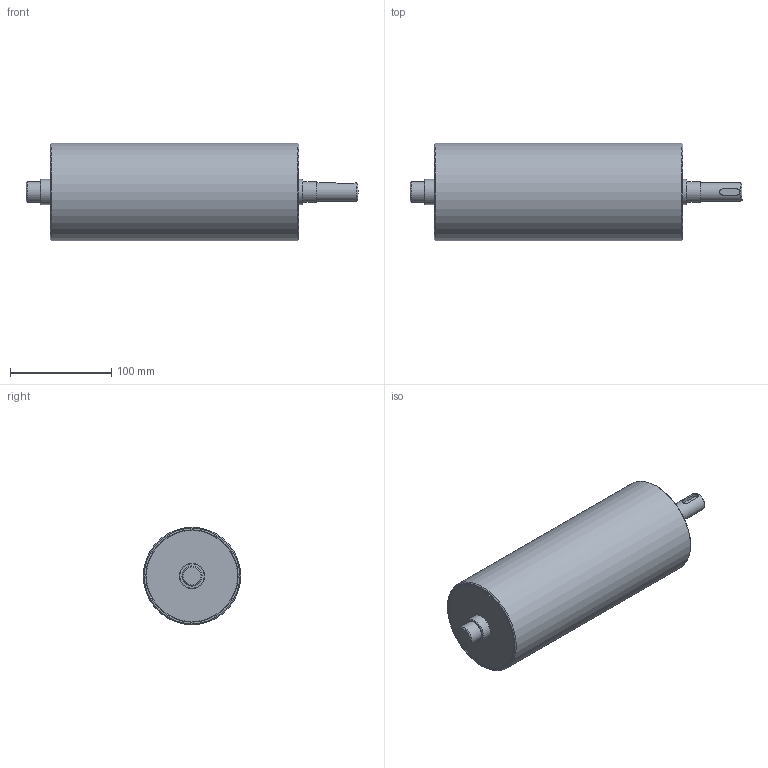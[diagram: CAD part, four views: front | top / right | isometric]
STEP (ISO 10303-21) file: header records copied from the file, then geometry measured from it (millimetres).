
FILE_DESCRIPTION(/* description */ (''),/* implementation_level */ '2;1');
FILE_NAME(/* name */ '909097.stp',/* time_stamp */ '2013-12-13T15:31:06+01:00',/* author */ ('AlutecKK'),/* organization */ (''),/* preprocessor_version */ 'ST-DEVELOPER v15.2',/* originating_system */ 'Autodesk Inventor 2014',/* authorisation */ '');
FILE_SCHEMA (('AUTOMOTIVE_DESIGN { 1 0 10303 214 3 1 1 }'));
Length unit declared in the file: millimetre
Products named in the file (4): Trubka_d96_001; 96-čep reduktoru; 96-čep I; 909097
Bounding box: 327.5 x 96 x 96 mm (x, y, z)
Volume: 460058.7 mm3; surface area: 183585.2 mm2
Topology: 3 solids, 3 shells, 39 faces, 68 edges, 43 vertices
Faces by surface type: plane 16, cylinder 14, cone 9
Full cylindrical faces by diameter (mm): 7.5 x1, 18 x1, 20 x2, 25 x2, 89 x1, 90 x4, 96 x1
Entity records: 950 total; most frequent: CARTESIAN_POINT 170, DIRECTION 168, ORIENTED_EDGE 92, AXIS2_PLACEMENT_3D 80, EDGE_LOOP 70, EDGE_CURVE 46, VERTEX_POINT 42, ADVANCED_FACE 39
